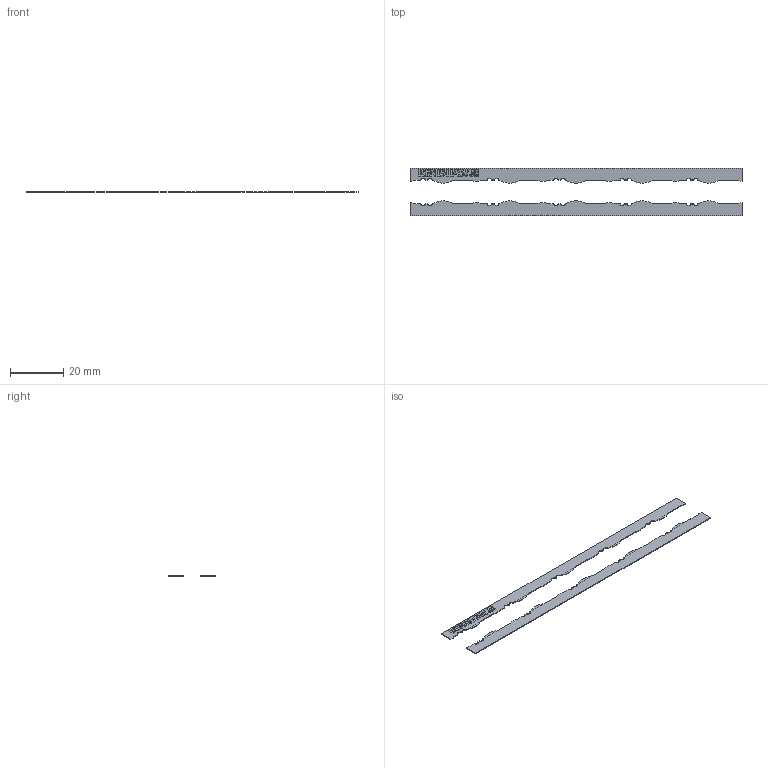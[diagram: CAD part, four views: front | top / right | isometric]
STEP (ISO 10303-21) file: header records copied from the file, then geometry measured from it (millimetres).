
FILE_DESCRIPTION(/* description */ (''),/* implementation_level */ '2;1');
FILE_NAME(/* name */ '125MM FASTRACK A-9404-0013.stp',/* time_stamp */ '2017-06-28T08:17:38+01:00',/* author */ (''),/* organization */ (''),/* preprocessor_version */ 'ST-DEVELOPER v16',/* originating_system */ 'SIEMENS PLM Software NX 10.0',/* authorisation */ '');
FILE_SCHEMA (('AUTOMOTIVE_DESIGN { 1 0 10303 214 3 1 1 1 }'));
Length unit declared in the file: millimetre
Products named in the file (1): mw132AD4F08F8u3j
Bounding box: 125 x 18 x 0.3 mm (x, y, z)
Volume: 359.4 mm3; surface area: 2566.2 mm2
Topology: 2 solids, 2 shells, 297 faces, 949 edges, 681 vertices
Faces by surface type: cylinder 162, plane 135
Entity records: 11173 total; most frequent: CARTESIAN_POINT 2547, ORIENTED_EDGE 1898, DIRECTION 1764, EDGE_CURVE 949, VERTEX_POINT 681, AXIS2_PLACEMENT_3D 662, LINE 440, VECTOR 440
